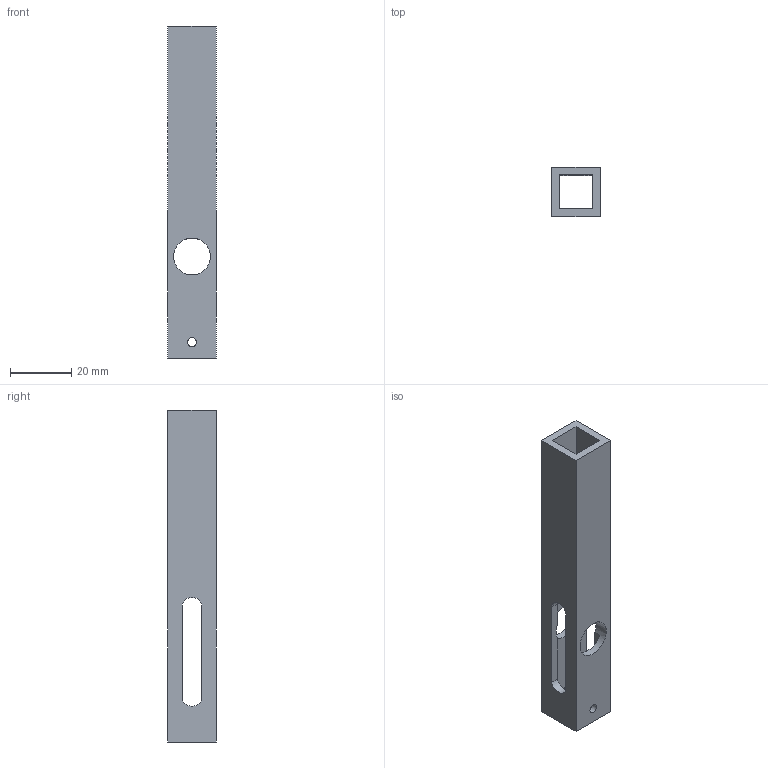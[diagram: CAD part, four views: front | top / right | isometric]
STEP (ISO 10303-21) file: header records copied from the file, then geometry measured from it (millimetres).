
FILE_DESCRIPTION(/* description */ ('STEP AP214'),/* implementation_level */ '2;1');
FILE_NAME(/* name */ '683c50e04258294a187f3cef',/* time_stamp */ '2025-06-01T13:08:49Z',/* author */ (''),/* organization */ (''),/* preprocessor_version */ 'ST-DEVELOPER v20',/* originating_system */ 'ONSHAPE BY PTC INC, 1.198',/* authorisation */ ' ');
FILE_SCHEMA (('AUTOMOTIVE_DESIGN {1 0 10303 214 3 1 1}'));
Length unit declared in the file: metre
Products named in the file (1): SQ_Tube_02
Bounding box: 15.88 x 15.88 x 108 mm (x, y, z)
Volume: 12734.5 mm3; surface area: 11097.8 mm2
Topology: 1 solids, 1 shells, 30 faces, 98 edges, 66 vertices
Faces by surface type: plane 20, cylinder 10
Full cylindrical faces by diameter (mm): 3 x2, 12 x2
Entity records: 1086 total; most frequent: CARTESIAN_POINT 183, ORIENTED_EDGE 180, DIRECTION 178, EDGE_CURVE 90, LINE 64, VECTOR 64, VERTEX_POINT 62, AXIS2_PLACEMENT_3D 57
